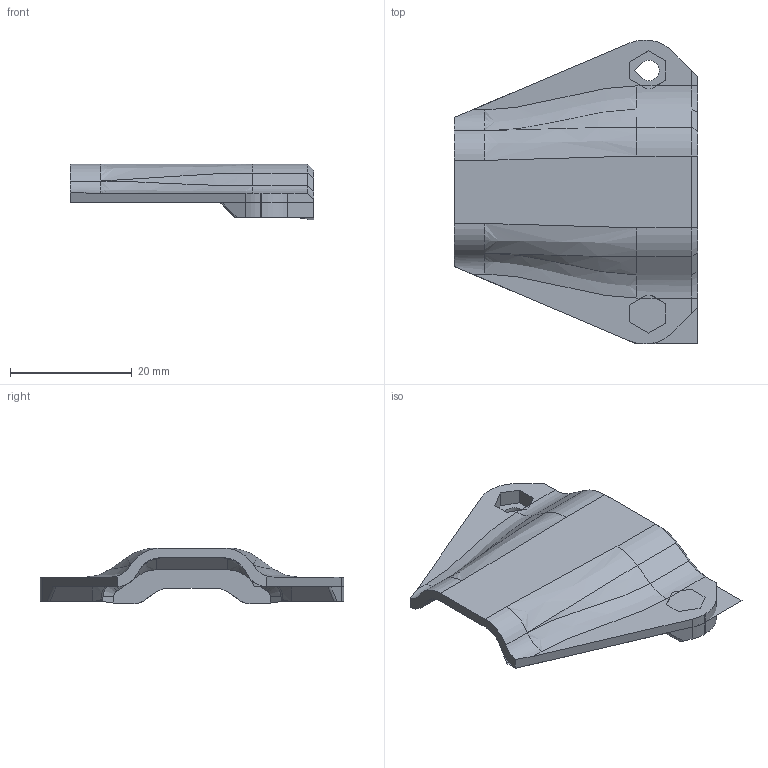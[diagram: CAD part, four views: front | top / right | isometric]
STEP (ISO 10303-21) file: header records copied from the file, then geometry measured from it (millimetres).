
FILE_DESCRIPTION(('STEP AP242'), '1');
FILE_NAME('ChargeMountCap', '', ('UNSPECIFIED'), ('UNSPECIFIED'), 'C3D Converter', 'C3D Toolkit', '');
FILE_SCHEMA(('AP242_MANAGED_MODEL_BASED_3D_ENGINEERING_MIM_LF { 1 0 10303 442 1 1 4 }'));
Length unit declared in the file: millimetre
Products named in the file (3): -03; -02
Assembly tree (2 placements, depth 3):
  (unnamed)
    -03
      -02
Bounding box: 40 x 50 x 9.21 mm (x, y, z)
Volume: 3461.7 mm3; surface area: 5162 mm2
Topology: 2 solids, 3 shells, 143 faces, 362 edges, 226 vertices
Faces by surface type: plane 79, cylinder 28, bspline 22, cone 10, extrusion 4
Entity records: 6511 total; most frequent: CARTESIAN_POINT 3014, ORIENTED_EDGE 698, DIRECTION 594, EDGE_CURVE 356, VECTOR 238, LINE 234, VERTEX_POINT 218, AXIS2_PLACEMENT_3D 178
